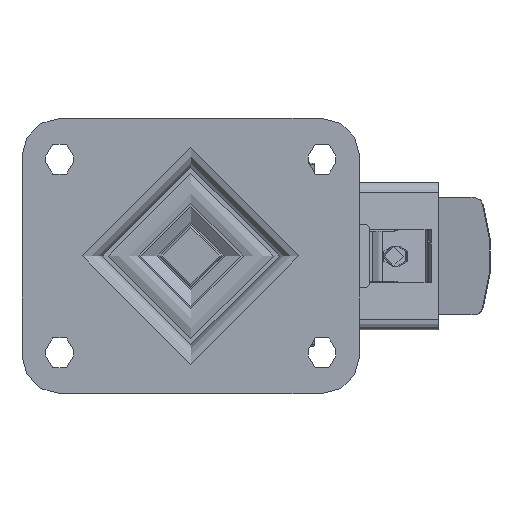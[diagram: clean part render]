
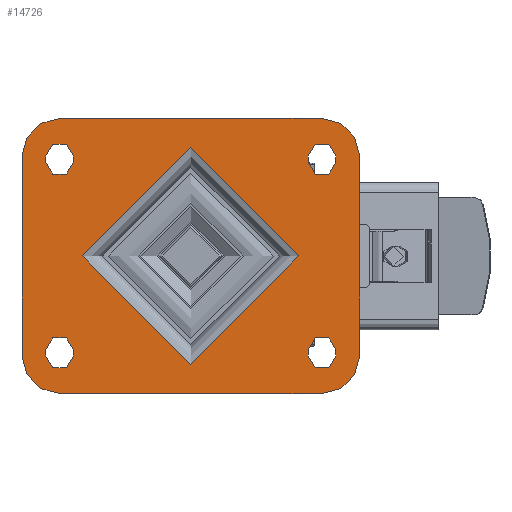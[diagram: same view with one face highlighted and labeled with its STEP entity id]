
A CAD part, top view. The second image highlights one B-rep face of the part: STEP entity #14726.
In plain terms, the highlighted planar face has unit normal (0, 0, 1).
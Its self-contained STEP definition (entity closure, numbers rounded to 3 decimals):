
#433=FACE_BOUND('',#4225,.T.);
#434=FACE_BOUND('',#4226,.T.);
#435=FACE_BOUND('',#4227,.T.);
#436=FACE_BOUND('',#4228,.T.);
#437=FACE_BOUND('',#4229,.T.);
#500=PLANE('',#16017);
#1010=LINE('',#22425,#2092);
#1011=LINE('',#22429,#2093);
#1012=LINE('',#22433,#2094);
#1013=LINE('',#22436,#2095);
#1014=LINE('',#22439,#2096);
#1015=LINE('',#22443,#2097);
#1016=LINE('',#22447,#2098);
#1017=LINE('',#22451,#2099);
#1018=LINE('',#22455,#2100);
#1019=LINE('',#22459,#2101);
#1020=LINE('',#22463,#2102);
#1021=LINE('',#22467,#2103);
#2092=VECTOR('',#17930,1000.);
#2093=VECTOR('',#17933,1000.);
#2094=VECTOR('',#17936,1000.);
#2095=VECTOR('',#17939,1000.);
#2096=VECTOR('',#17940,1000.);
#2097=VECTOR('',#17943,1000.);
#2098=VECTOR('',#17946,1000.);
#2099=VECTOR('',#17949,1000.);
#2100=VECTOR('',#17952,1000.);
#2101=VECTOR('',#17955,1000.);
#2102=VECTOR('',#17958,1000.);
#2103=VECTOR('',#17961,1000.);
#3316=FACE_OUTER_BOUND('',#4224,.T.);
#4224=EDGE_LOOP('',(#10418,#10419,#10420,#10421,#10422,#10423,#10424,#10425));
#4225=EDGE_LOOP('',(#10426,#10427,#10428,#10429));
#4226=EDGE_LOOP('',(#10430,#10431,#10432,#10433));
#4227=EDGE_LOOP('',(#10434,#10435,#10436,#10437));
#4228=EDGE_LOOP('',(#10438,#10439,#10440,#10441));
#4229=EDGE_LOOP('',(#10442));
#5791=CIRCLE('',#15980,43.246);
#5818=CIRCLE('',#16018,15.);
#5819=CIRCLE('',#16019,15.);
#5820=CIRCLE('',#16020,15.);
#5821=CIRCLE('',#16021,15.);
#5822=CIRCLE('',#16022,5.5);
#5823=CIRCLE('',#16023,5.5);
#5824=CIRCLE('',#16024,5.5);
#5825=CIRCLE('',#16025,5.5);
#5826=CIRCLE('',#16026,5.5);
#5827=CIRCLE('',#16027,5.5);
#5828=CIRCLE('',#16028,5.5);
#5829=CIRCLE('',#16029,5.5);
#6628=VERTEX_POINT('',#22332);
#6663=VERTEX_POINT('',#22421);
#6664=VERTEX_POINT('',#22422);
#6665=VERTEX_POINT('',#22424);
#6666=VERTEX_POINT('',#22426);
#6667=VERTEX_POINT('',#22428);
#6668=VERTEX_POINT('',#22430);
#6669=VERTEX_POINT('',#22432);
#6670=VERTEX_POINT('',#22434);
#6671=VERTEX_POINT('',#22437);
#6672=VERTEX_POINT('',#22438);
#6673=VERTEX_POINT('',#22440);
#6674=VERTEX_POINT('',#22442);
#6675=VERTEX_POINT('',#22445);
#6676=VERTEX_POINT('',#22446);
#6677=VERTEX_POINT('',#22448);
#6678=VERTEX_POINT('',#22450);
#6679=VERTEX_POINT('',#22453);
#6680=VERTEX_POINT('',#22454);
#6681=VERTEX_POINT('',#22456);
#6682=VERTEX_POINT('',#22458);
#6683=VERTEX_POINT('',#22461);
#6684=VERTEX_POINT('',#22462);
#6685=VERTEX_POINT('',#22464);
#6686=VERTEX_POINT('',#22466);
#8064=EDGE_CURVE('',#6628,#6628,#5791,.T.);
#8106=EDGE_CURVE('',#6663,#6664,#5818,.T.);
#8107=EDGE_CURVE('',#6665,#6664,#1010,.T.);
#8108=EDGE_CURVE('',#6666,#6665,#5819,.T.);
#8109=EDGE_CURVE('',#6667,#6666,#1011,.T.);
#8110=EDGE_CURVE('',#6668,#6667,#5820,.T.);
#8111=EDGE_CURVE('',#6669,#6668,#1012,.T.);
#8112=EDGE_CURVE('',#6669,#6670,#5821,.T.);
#8113=EDGE_CURVE('',#6663,#6670,#1013,.T.);
#8114=EDGE_CURVE('',#6671,#6672,#1014,.T.);
#8115=EDGE_CURVE('',#6672,#6673,#5822,.T.);
#8116=EDGE_CURVE('',#6673,#6674,#1015,.T.);
#8117=EDGE_CURVE('',#6674,#6671,#5823,.T.);
#8118=EDGE_CURVE('',#6675,#6676,#1016,.T.);
#8119=EDGE_CURVE('',#6676,#6677,#5824,.T.);
#8120=EDGE_CURVE('',#6677,#6678,#1017,.T.);
#8121=EDGE_CURVE('',#6678,#6675,#5825,.T.);
#8122=EDGE_CURVE('',#6679,#6680,#1018,.T.);
#8123=EDGE_CURVE('',#6680,#6681,#5826,.T.);
#8124=EDGE_CURVE('',#6681,#6682,#1019,.T.);
#8125=EDGE_CURVE('',#6682,#6679,#5827,.T.);
#8126=EDGE_CURVE('',#6683,#6684,#1020,.T.);
#8127=EDGE_CURVE('',#6684,#6685,#5828,.T.);
#8128=EDGE_CURVE('',#6685,#6686,#1021,.T.);
#8129=EDGE_CURVE('',#6686,#6683,#5829,.T.);
#10418=ORIENTED_EDGE('',*,*,#8106,.T.);
#10419=ORIENTED_EDGE('',*,*,#8107,.F.);
#10420=ORIENTED_EDGE('',*,*,#8108,.F.);
#10421=ORIENTED_EDGE('',*,*,#8109,.F.);
#10422=ORIENTED_EDGE('',*,*,#8110,.F.);
#10423=ORIENTED_EDGE('',*,*,#8111,.F.);
#10424=ORIENTED_EDGE('',*,*,#8112,.T.);
#10425=ORIENTED_EDGE('',*,*,#8113,.F.);
#10426=ORIENTED_EDGE('',*,*,#8114,.T.);
#10427=ORIENTED_EDGE('',*,*,#8115,.T.);
#10428=ORIENTED_EDGE('',*,*,#8116,.T.);
#10429=ORIENTED_EDGE('',*,*,#8117,.T.);
#10430=ORIENTED_EDGE('',*,*,#8118,.T.);
#10431=ORIENTED_EDGE('',*,*,#8119,.T.);
#10432=ORIENTED_EDGE('',*,*,#8120,.T.);
#10433=ORIENTED_EDGE('',*,*,#8121,.T.);
#10434=ORIENTED_EDGE('',*,*,#8122,.T.);
#10435=ORIENTED_EDGE('',*,*,#8123,.T.);
#10436=ORIENTED_EDGE('',*,*,#8124,.T.);
#10437=ORIENTED_EDGE('',*,*,#8125,.T.);
#10438=ORIENTED_EDGE('',*,*,#8126,.T.);
#10439=ORIENTED_EDGE('',*,*,#8127,.T.);
#10440=ORIENTED_EDGE('',*,*,#8128,.T.);
#10441=ORIENTED_EDGE('',*,*,#8129,.T.);
#10442=ORIENTED_EDGE('',*,*,#8064,.F.);
#14726=ADVANCED_FACE('',(#3316,#433,#434,#435,#436,#437),#500,.T.);
#15980=AXIS2_PLACEMENT_3D('',#22334,#17837,#17838);
#16017=AXIS2_PLACEMENT_3D('',#22420,#17926,#17927);
#16018=AXIS2_PLACEMENT_3D('',#22423,#17928,#17929);
#16019=AXIS2_PLACEMENT_3D('',#22427,#17931,#17932);
#16020=AXIS2_PLACEMENT_3D('',#22431,#17934,#17935);
#16021=AXIS2_PLACEMENT_3D('',#22435,#17937,#17938);
#16022=AXIS2_PLACEMENT_3D('',#22441,#17941,#17942);
#16023=AXIS2_PLACEMENT_3D('',#22444,#17944,#17945);
#16024=AXIS2_PLACEMENT_3D('',#22449,#17947,#17948);
#16025=AXIS2_PLACEMENT_3D('',#22452,#17950,#17951);
#16026=AXIS2_PLACEMENT_3D('',#22457,#17953,#17954);
#16027=AXIS2_PLACEMENT_3D('',#22460,#17956,#17957);
#16028=AXIS2_PLACEMENT_3D('',#22465,#17959,#17960);
#16029=AXIS2_PLACEMENT_3D('',#22468,#17962,#17963);
#17837=DIRECTION('center_axis',(0.,0.,1.));
#17838=DIRECTION('ref_axis',(-1.,0.,0.));
#17926=DIRECTION('center_axis',(0.,0.,1.));
#17927=DIRECTION('ref_axis',(1.,0.,0.));
#17928=DIRECTION('center_axis',(0.,0.,1.));
#17929=DIRECTION('ref_axis',(-1.,0.,0.));
#17930=DIRECTION('',(-1.,0.,0.));
#17931=DIRECTION('center_axis',(0.,0.,-1.));
#17932=DIRECTION('ref_axis',(1.,0.,0.));
#17933=DIRECTION('',(0.,-1.,0.));
#17934=DIRECTION('center_axis',(0.,0.,-1.));
#17935=DIRECTION('ref_axis',(0.,1.,0.));
#17936=DIRECTION('',(1.,0.,0.));
#17937=DIRECTION('center_axis',(0.,0.,1.));
#17938=DIRECTION('ref_axis',(0.,1.,0.));
#17939=DIRECTION('',(0.,1.,0.));
#17940=DIRECTION('',(0.,-1.,0.));
#17941=DIRECTION('center_axis',(0.,0.,-1.));
#17942=DIRECTION('ref_axis',(1.,0.,0.));
#17943=DIRECTION('',(0.,1.,0.));
#17944=DIRECTION('center_axis',(0.,0.,-1.));
#17945=DIRECTION('ref_axis',(1.,0.,0.));
#17946=DIRECTION('',(0.,1.,0.));
#17947=DIRECTION('center_axis',(0.,0.,-1.));
#17948=DIRECTION('ref_axis',(1.,0.,0.));
#17949=DIRECTION('',(0.,-1.,0.));
#17950=DIRECTION('center_axis',(0.,0.,-1.));
#17951=DIRECTION('ref_axis',(1.,0.,0.));
#17952=DIRECTION('',(0.,-1.,0.));
#17953=DIRECTION('center_axis',(0.,0.,-1.));
#17954=DIRECTION('ref_axis',(-1.,0.,0.));
#17955=DIRECTION('',(0.,1.,0.));
#17956=DIRECTION('center_axis',(0.,0.,-1.));
#17957=DIRECTION('ref_axis',(-1.,0.,0.));
#17958=DIRECTION('',(0.,1.,0.));
#17959=DIRECTION('center_axis',(0.,0.,-1.));
#17960=DIRECTION('ref_axis',(-1.,0.,0.));
#17961=DIRECTION('',(0.,-1.,0.));
#17962=DIRECTION('center_axis',(0.,0.,-1.));
#17963=DIRECTION('ref_axis',(-1.,0.,0.));
#22332=CARTESIAN_POINT('',(43.246,0.,0.));
#22334=CARTESIAN_POINT('Origin',(0.,0.,0.));
#22420=CARTESIAN_POINT('Origin',(0.,0.,0.));
#22421=CARTESIAN_POINT('',(-67.5,-40.,0.));
#22422=CARTESIAN_POINT('',(-52.5,-55.,0.));
#22423=CARTESIAN_POINT('Origin',(-52.5,-40.,0.));
#22424=CARTESIAN_POINT('',(52.5,-55.,0.));
#22425=CARTESIAN_POINT('',(52.5,-55.,0.));
#22426=CARTESIAN_POINT('',(67.5,-40.,0.));
#22427=CARTESIAN_POINT('Origin',(52.5,-40.,0.));
#22428=CARTESIAN_POINT('',(67.5,40.,0.));
#22429=CARTESIAN_POINT('',(67.5,40.,0.));
#22430=CARTESIAN_POINT('',(52.5,55.,0.));
#22431=CARTESIAN_POINT('Origin',(52.5,40.,0.));
#22432=CARTESIAN_POINT('',(-52.5,55.,0.));
#22433=CARTESIAN_POINT('',(-52.5,55.,0.));
#22434=CARTESIAN_POINT('',(-67.5,40.,0.));
#22435=CARTESIAN_POINT('Origin',(-52.5,40.,0.));
#22436=CARTESIAN_POINT('',(-67.5,-40.,0.));
#22437=CARTESIAN_POINT('',(-47.,40.,0.));
#22438=CARTESIAN_POINT('',(-47.,37.5,0.));
#22439=CARTESIAN_POINT('',(-47.,37.5,0.));
#22440=CARTESIAN_POINT('',(-58.,37.5,0.));
#22441=CARTESIAN_POINT('Origin',(-52.5,37.5,0.));
#22442=CARTESIAN_POINT('',(-58.,40.,0.));
#22443=CARTESIAN_POINT('',(-58.,37.5,0.));
#22444=CARTESIAN_POINT('Origin',(-52.5,40.,0.));
#22445=CARTESIAN_POINT('',(-58.,-40.,0.));
#22446=CARTESIAN_POINT('',(-58.,-37.5,0.));
#22447=CARTESIAN_POINT('',(-58.,-37.5,0.));
#22448=CARTESIAN_POINT('',(-47.,-37.5,0.));
#22449=CARTESIAN_POINT('Origin',(-52.5,-37.5,0.));
#22450=CARTESIAN_POINT('',(-47.,-40.,0.));
#22451=CARTESIAN_POINT('',(-47.,-37.5,0.));
#22452=CARTESIAN_POINT('Origin',(-52.5,-40.,0.));
#22453=CARTESIAN_POINT('',(58.,40.,0.));
#22454=CARTESIAN_POINT('',(58.,37.5,0.));
#22455=CARTESIAN_POINT('',(58.,37.5,0.));
#22456=CARTESIAN_POINT('',(47.,37.5,0.));
#22457=CARTESIAN_POINT('Origin',(52.5,37.5,0.));
#22458=CARTESIAN_POINT('',(47.,40.,0.));
#22459=CARTESIAN_POINT('',(47.,37.5,0.));
#22460=CARTESIAN_POINT('Origin',(52.5,40.,0.));
#22461=CARTESIAN_POINT('',(47.,-40.,0.));
#22462=CARTESIAN_POINT('',(47.,-37.5,0.));
#22463=CARTESIAN_POINT('',(47.,-37.5,0.));
#22464=CARTESIAN_POINT('',(58.,-37.5,0.));
#22465=CARTESIAN_POINT('Origin',(52.5,-37.5,0.));
#22466=CARTESIAN_POINT('',(58.,-40.,0.));
#22467=CARTESIAN_POINT('',(58.,-37.5,0.));
#22468=CARTESIAN_POINT('Origin',(52.5,-40.,0.));
